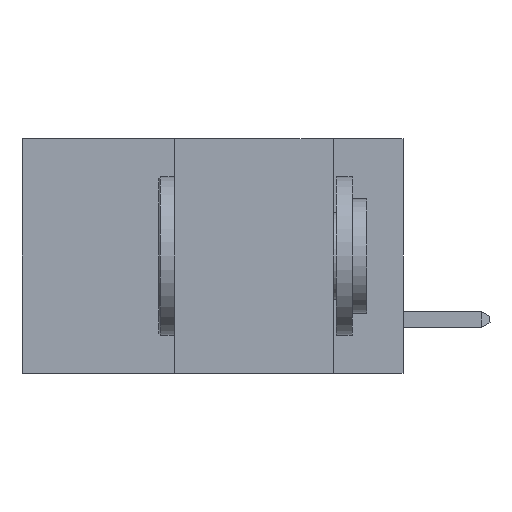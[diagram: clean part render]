
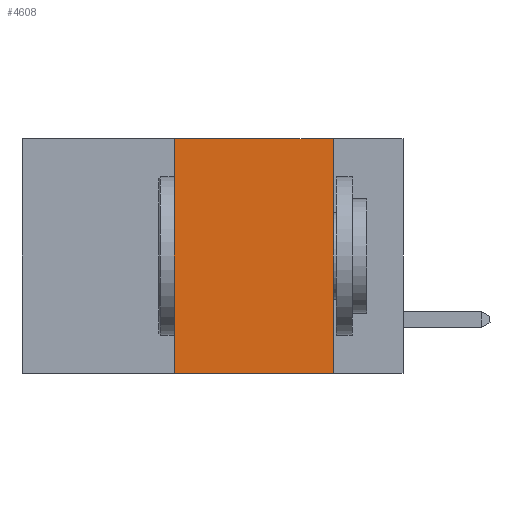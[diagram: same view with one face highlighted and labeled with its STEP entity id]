
A CAD part, left-side view. The second image highlights one B-rep face of the part: STEP entity #4608.
In plain terms, the highlighted planar face has unit normal (-1, 0, 0).
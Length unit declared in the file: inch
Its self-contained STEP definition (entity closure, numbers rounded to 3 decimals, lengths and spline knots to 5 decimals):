
#183 = DIRECTION ( 'NONE',  ( 0., -1., 0. ) ) ;
#1599 = AXIS2_PLACEMENT_3D ( 'NONE', #7233, #24780, #9751 ) ;
#2977 = LINE ( 'NONE', #12733, #27999 ) ;
#4608 = ADVANCED_FACE ( 'NONE', ( #25118 ), #22252, .F. ) ;
#5321 = CARTESIAN_POINT ( 'NONE',  ( 0., 0.36, 0. ) ) ;
#6112 = ORIENTED_EDGE ( 'NONE', *, *, #20770, .F. ) ;
#7233 = CARTESIAN_POINT ( 'NONE',  ( 0., 0.6, 0. ) ) ;
#9751 = DIRECTION ( 'NONE',  ( 0., 0., -1. ) ) ;
#10357 = DIRECTION ( 'NONE',  ( 0., 0., 1. ) ) ;
#10550 = VECTOR ( 'NONE', #183, 39.37008 ) ;
#10815 = EDGE_CURVE ( 'NONE', #30676, #14368, #2977, .T. ) ;
#12733 = CARTESIAN_POINT ( 'NONE',  ( 0., 0.6, -0.37 ) ) ;
#12785 = ORIENTED_EDGE ( 'NONE', *, *, #10815, .T. ) ;
#14341 = VECTOR ( 'NONE', #19646, 39.37008 ) ;
#14368 = VERTEX_POINT ( 'NONE', #27726 ) ;
#15251 = CARTESIAN_POINT ( 'NONE',  ( 0., 0.36, -0.37 ) ) ;
#15263 = DIRECTION ( 'NONE',  ( 0., -1., 0. ) ) ;
#17085 = VERTEX_POINT ( 'NONE', #24103 ) ;
#17162 = EDGE_LOOP ( 'NONE', ( #29564, #23772, #6112, #12785 ) ) ;
#17177 = VERTEX_POINT ( 'NONE', #24547 ) ;
#17773 = CARTESIAN_POINT ( 'NONE',  ( 0., 0.6, 0. ) ) ;
#19646 = DIRECTION ( 'NONE',  ( 0., 0., -1. ) ) ;
#20647 = VECTOR ( 'NONE', #10357, 39.37008 ) ;
#20770 = EDGE_CURVE ( 'NONE', #30676, #17177, #27254, .T. ) ;
#21031 = LINE ( 'NONE', #29497, #14341 ) ;
#22252 = PLANE ( 'NONE',  #1599 ) ;
#23203 = EDGE_CURVE ( 'NONE', #17085, #14368, #21031, .T. ) ;
#23772 = ORIENTED_EDGE ( 'NONE', *, *, #30693, .F. ) ;
#24103 = CARTESIAN_POINT ( 'NONE',  ( 0., 0.11, 0. ) ) ;
#24547 = CARTESIAN_POINT ( 'NONE',  ( 0., 0.36, 0. ) ) ;
#24780 = DIRECTION ( 'NONE',  ( 1., 0., 0. ) ) ;
#25118 = FACE_OUTER_BOUND ( 'NONE', #17162, .T. ) ;
#27254 = LINE ( 'NONE', #5321, #20647 ) ;
#27726 = CARTESIAN_POINT ( 'NONE',  ( 0., 0.11, -0.37 ) ) ;
#27999 = VECTOR ( 'NONE', #15263, 39.37008 ) ;
#28895 = LINE ( 'NONE', #17773, #10550 ) ;
#29497 = CARTESIAN_POINT ( 'NONE',  ( 0., 0.11, 0. ) ) ;
#29564 = ORIENTED_EDGE ( 'NONE', *, *, #23203, .F. ) ;
#30676 = VERTEX_POINT ( 'NONE', #15251 ) ;
#30693 = EDGE_CURVE ( 'NONE', #17177, #17085, #28895, .T. ) ;
